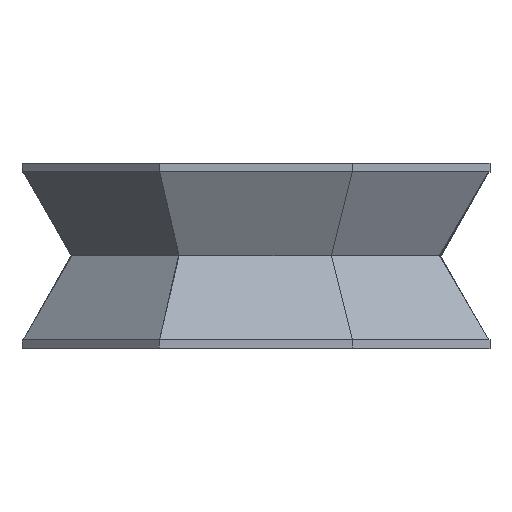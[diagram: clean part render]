
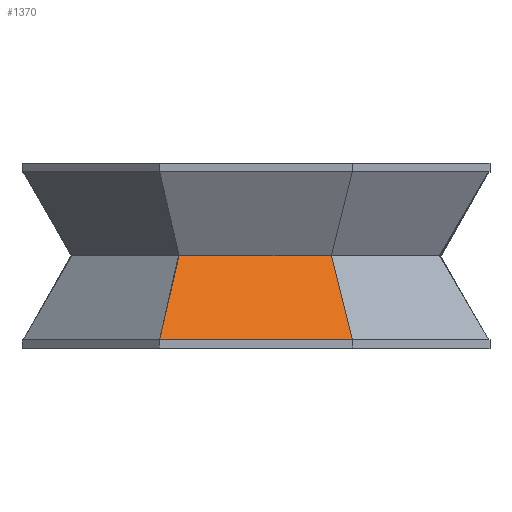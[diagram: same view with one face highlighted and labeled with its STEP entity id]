
A CAD part, top view. The second image highlights one B-rep face of the part: STEP entity #1370.
In plain terms, the highlighted planar face has unit normal (0, 0.5, 0.866).
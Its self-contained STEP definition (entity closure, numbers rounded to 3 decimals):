
#90=FACE_OUTER_BOUND('',#178,.T.);
#178=EDGE_LOOP('',(#1170,#1171,#1172,#1173));
#217=LINE('',#1900,#401);
#333=LINE('',#2135,#517);
#364=LINE('',#2194,#548);
#365=LINE('',#2195,#549);
#401=VECTOR('',#1536,10.);
#517=VECTOR('',#1744,10.);
#548=VECTOR('',#1809,10.);
#549=VECTOR('',#1810,10.);
#577=VERTEX_POINT('',#1897);
#578=VERTEX_POINT('',#1899);
#650=VERTEX_POINT('',#2132);
#651=VERTEX_POINT('',#2134);
#689=EDGE_CURVE('',#578,#577,#217,.T.);
#805=EDGE_CURVE('',#650,#651,#333,.T.);
#836=EDGE_CURVE('',#650,#578,#364,.T.);
#837=EDGE_CURVE('',#577,#651,#365,.T.);
#1170=ORIENTED_EDGE('',*,*,#836,.T.);
#1171=ORIENTED_EDGE('',*,*,#689,.T.);
#1172=ORIENTED_EDGE('',*,*,#837,.T.);
#1173=ORIENTED_EDGE('',*,*,#805,.F.);
#1286=PLANE('',#1477);
#1370=ADVANCED_FACE('',(#90),#1286,.F.);
#1477=AXIS2_PLACEMENT_3D('',#2193,#1807,#1808);
#1536=DIRECTION('',(1.,0.,0.));
#1744=DIRECTION('',(1.,0.,0.));
#1807=DIRECTION('center_axis',(0.,-0.5,-0.866));
#1808=DIRECTION('ref_axis',(-1.,0.,0.));
#1809=DIRECTION('',(-0.19,-0.85,0.491));
#1810=DIRECTION('',(-0.212,0.846,-0.489));
#1897=CARTESIAN_POINT('',(13.749,0.,33.192));
#1899=CARTESIAN_POINT('',(-13.749,0.,33.192));
#1900=CARTESIAN_POINT('',(-13.749,0.,33.192));
#2132=CARTESIAN_POINT('',(-11.063,12.,26.264));
#2134=CARTESIAN_POINT('',(10.749,12.,26.264));
#2135=CARTESIAN_POINT('',(-5.196,12.,26.264));
#2193=CARTESIAN_POINT('Origin',(-10.392,6.,29.728));
#2194=CARTESIAN_POINT('',(-12.009,7.771,28.705));
#2195=CARTESIAN_POINT('',(11.35,9.595,27.652));
